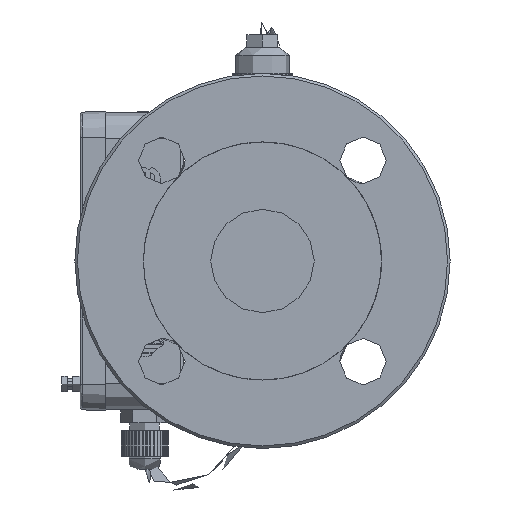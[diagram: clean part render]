
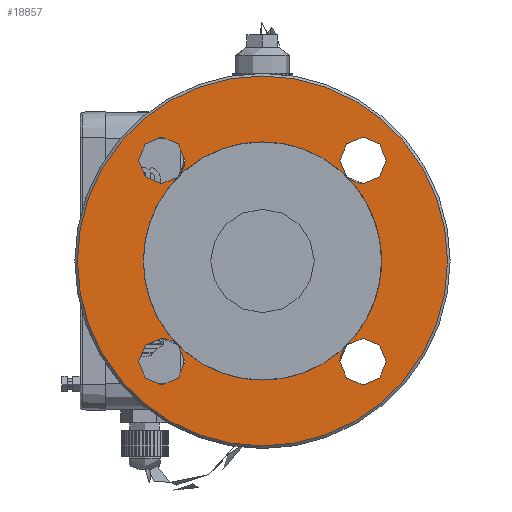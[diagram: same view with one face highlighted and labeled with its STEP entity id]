
A CAD part, left-side view. The second image highlights one B-rep face of the part: STEP entity #18857.
In plain terms, the highlighted planar face has unit normal (-1, 0, 0).
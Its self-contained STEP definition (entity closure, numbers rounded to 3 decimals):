
#471=FACE_BOUND('',#1771,.T.);
#472=FACE_BOUND('',#1772,.T.);
#473=FACE_BOUND('',#1773,.T.);
#474=FACE_BOUND('',#1774,.T.);
#475=FACE_BOUND('',#1775,.T.);
#715=FACE_OUTER_BOUND('',#1770,.T.);
#1770=EDGE_LOOP('',(#12512));
#1771=EDGE_LOOP('',(#12513));
#1772=EDGE_LOOP('',(#12514));
#1773=EDGE_LOOP('',(#12515));
#1774=EDGE_LOOP('',(#12516));
#1775=EDGE_LOOP('',(#12517));
#6854=CIRCLE('',#19973,9.);
#6855=CIRCLE('',#19975,9.);
#6856=CIRCLE('',#19977,9.);
#6857=CIRCLE('',#19979,9.);
#6863=CIRCLE('',#19996,71.5);
#6864=CIRCLE('',#19997,46.);
#7522=VERTEX_POINT('',#27491);
#7523=VERTEX_POINT('',#27494);
#7524=VERTEX_POINT('',#27497);
#7525=VERTEX_POINT('',#27500);
#7535=VERTEX_POINT('',#27539);
#7536=VERTEX_POINT('',#27541);
#9421=EDGE_CURVE('',#7522,#7522,#6854,.F.);
#9422=EDGE_CURVE('',#7523,#7523,#6855,.F.);
#9423=EDGE_CURVE('',#7524,#7524,#6856,.F.);
#9424=EDGE_CURVE('',#7525,#7525,#6857,.F.);
#9442=EDGE_CURVE('',#7535,#7535,#6863,.T.);
#9443=EDGE_CURVE('',#7536,#7536,#6864,.T.);
#12512=ORIENTED_EDGE('',*,*,#9442,.F.);
#12513=ORIENTED_EDGE('',*,*,#9443,.T.);
#12514=ORIENTED_EDGE('',*,*,#9421,.T.);
#12515=ORIENTED_EDGE('',*,*,#9422,.T.);
#12516=ORIENTED_EDGE('',*,*,#9423,.T.);
#12517=ORIENTED_EDGE('',*,*,#9424,.T.);
#17024=PLANE('',#19995);
#18857=ADVANCED_FACE('',(#715,#471,#472,#473,#474,#475),#17024,.T.);
#19973=AXIS2_PLACEMENT_3D('',#27492,#22000,#22001);
#19975=AXIS2_PLACEMENT_3D('',#27495,#22004,#22005);
#19977=AXIS2_PLACEMENT_3D('',#27498,#22008,#22009);
#19979=AXIS2_PLACEMENT_3D('',#27501,#22012,#22013);
#19995=AXIS2_PLACEMENT_3D('',#27538,#22056,#22057);
#19996=AXIS2_PLACEMENT_3D('',#27540,#22058,#22059);
#19997=AXIS2_PLACEMENT_3D('',#27542,#22060,#22061);
#22000=DIRECTION('center_axis',(-1.,0.,0.));
#22001=DIRECTION('ref_axis',(0.,-1.,0.));
#22004=DIRECTION('center_axis',(-1.,0.,0.));
#22005=DIRECTION('ref_axis',(0.,0.,1.));
#22008=DIRECTION('center_axis',(-1.,0.,0.));
#22009=DIRECTION('ref_axis',(0.,1.,0.));
#22012=DIRECTION('center_axis',(-1.,0.,0.));
#22013=DIRECTION('ref_axis',(0.,0.,-1.));
#22056=DIRECTION('center_axis',(-1.,0.,0.));
#22057=DIRECTION('ref_axis',(0.,1.,0.));
#22058=DIRECTION('center_axis',(1.,0.,0.));
#22059=DIRECTION('ref_axis',(0.,1.,0.));
#22060=DIRECTION('center_axis',(1.,0.,0.));
#22061=DIRECTION('ref_axis',(0.,1.,0.));
#27491=CARTESIAN_POINT('',(-127.,29.891,38.891));
#27492=CARTESIAN_POINT('Origin',(-127.,38.891,38.891));
#27494=CARTESIAN_POINT('',(-127.,38.891,-29.891));
#27495=CARTESIAN_POINT('Origin',(-127.,38.891,-38.891));
#27497=CARTESIAN_POINT('',(-127.,-29.891,-38.891));
#27498=CARTESIAN_POINT('Origin',(-127.,-38.891,-38.891));
#27500=CARTESIAN_POINT('',(-127.,-38.891,29.891));
#27501=CARTESIAN_POINT('Origin',(-127.,-38.891,38.891));
#27538=CARTESIAN_POINT('Origin',(-127.,0.,0.));
#27539=CARTESIAN_POINT('',(-127.,71.5,0.));
#27540=CARTESIAN_POINT('Origin',(-127.,0.,0.));
#27541=CARTESIAN_POINT('',(-127.,46.,0.));
#27542=CARTESIAN_POINT('Origin',(-127.,0.,0.));
